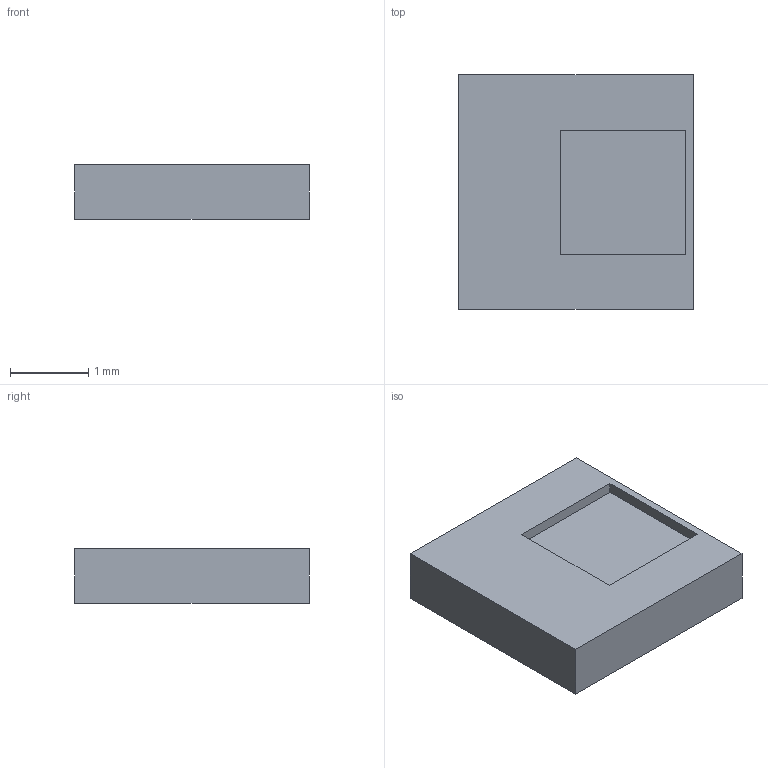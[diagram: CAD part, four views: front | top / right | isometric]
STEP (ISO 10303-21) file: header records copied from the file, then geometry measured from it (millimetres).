
FILE_DESCRIPTION(('FreeCAD Model'),'2;1');
FILE_NAME('DFN-6-3x3mm_humidity.step','2017-08-03T10:56:57',('kicad StepUp'),('ksu MCAD'), 'Open CASCADE STEP processor 7.1','FreeCAD','Unknown');
FILE_SCHEMA(('AUTOMOTIVE_DESIGN_CC2 { 1 2 10303 214 -1 1 5 4 }'));
Length unit declared in the file: millimetre
Products named in the file (1): DFN-6-3x3mm_humidity
Bounding box: 3 x 3 x 0.7 mm (x, y, z)
Volume: 5.9 mm3; surface area: 27.3 mm2
Topology: 1 solids, 1 shells, 11 faces, 24 edges, 16 vertices
Faces by surface type: plane 11
Entity records: 388 total; most frequent: CARTESIAN_POINT 52, DIRECTION 48, ORIENTED_EDGE 48, EDGE_CURVE 24, LINE 24, VECTOR 24, VERTEX_POINT 16, AXIS2_PLACEMENT_3D 12
